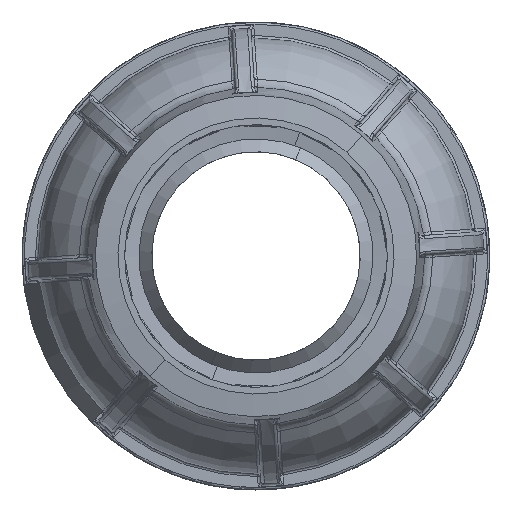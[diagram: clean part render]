
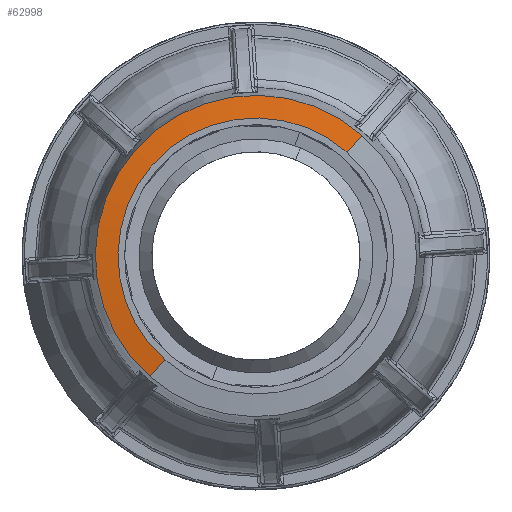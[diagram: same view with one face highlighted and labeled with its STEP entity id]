
A CAD part, left-side view. The second image highlights one B-rep face of the part: STEP entity #62998.
In plain terms, the highlighted conical face has half-angle 82 degrees and reference radius 21.53 mm.
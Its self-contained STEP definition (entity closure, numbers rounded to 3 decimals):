
#135 = EDGE_CURVE ( 'NONE', #41085, #41115, #62638, .T. ) ;
#136 = EDGE_CURVE ( 'NONE', #41085, #41084, #8634, .T. ) ;
#137 = EDGE_CURVE ( 'NONE', #41084, #41116, #62639, .T. ) ;
#2710 = CIRCLE ( 'NONE', #2782, 25.061 ) ;
#2782 = AXIS2_PLACEMENT_3D ( 'NONE', #5983, #5984, #5985 ) ;
#5983 = CARTESIAN_POINT ( 'NONE',  ( -68.344, 0., 0. ) ) ;
#5984 = DIRECTION ( 'NONE',  ( 1., 0., 0. ) ) ;
#5985 = DIRECTION ( 'NONE',  ( 0., -0.659, 0.752 ) ) ;
#8634 = CIRCLE ( 'NONE', #8636, 21.53 ) ;
#8635 = VECTOR ( 'NONE', #38669, 1000. ) ;
#8636 = AXIS2_PLACEMENT_3D ( 'NONE', #38672, #38674, #38676 ) ;
#8637 = VECTOR ( 'NONE', #38681, 1000. ) ;
#9569 = CARTESIAN_POINT ( 'NONE',  ( -68.84, 14.198, -16.185 ) ) ;
#9570 = CARTESIAN_POINT ( 'NONE',  ( -68.84, -14.198, 16.185 ) ) ;
#9600 = CARTESIAN_POINT ( 'NONE',  ( -68.344, -16.527, 18.839 ) ) ;
#9601 = CARTESIAN_POINT ( 'NONE',  ( -68.344, 16.527, -18.839 ) ) ;
#24412 = EDGE_CURVE ( 'NONE', #41116, #41115, #2710, .T. ) ;
#37402 = FACE_OUTER_BOUND ( 'NONE', #44915, .T. ) ;
#38667 = CARTESIAN_POINT ( 'NONE',  ( -68.84, -14.198, 16.185 ) ) ;
#38669 = DIRECTION ( 'NONE',  ( 0.139, -0.653, 0.744 ) ) ;
#38672 = CARTESIAN_POINT ( 'NONE',  ( -68.84, 0., 0. ) ) ;
#38674 = DIRECTION ( 'NONE',  ( -1., 0., 0. ) ) ;
#38676 = DIRECTION ( 'NONE',  ( 0., 0.659, -0.752 ) ) ;
#38679 = CARTESIAN_POINT ( 'NONE',  ( -68.84, 14.198, -16.185 ) ) ;
#38681 = DIRECTION ( 'NONE',  ( 0.139, 0.653, -0.744 ) ) ;
#41084 = VERTEX_POINT ( 'NONE', #9569 ) ;
#41085 = VERTEX_POINT ( 'NONE', #9570 ) ;
#41115 = VERTEX_POINT ( 'NONE', #9600 ) ;
#41116 = VERTEX_POINT ( 'NONE', #9601 ) ;
#44915 = EDGE_LOOP ( 'NONE', ( #62122, #62124, #62123, #62125 ) ) ;
#51363 = AXIS2_PLACEMENT_3D ( 'NONE', #60217, #60219, #60220 ) ;
#51365 = CONICAL_SURFACE ( 'NONE', #51363, 21.53, 1.431 ) ;
#60217 = CARTESIAN_POINT ( 'NONE',  ( -68.84, 0., 0. ) ) ;
#60219 = DIRECTION ( 'NONE',  ( 1., 0., 0. ) ) ;
#60220 = DIRECTION ( 'NONE',  ( 0., 0.659, -0.752 ) ) ;
#62122 = ORIENTED_EDGE ( 'NONE', *, *, #136, .F. ) ;
#62123 = ORIENTED_EDGE ( 'NONE', *, *, #24412, .F. ) ;
#62124 = ORIENTED_EDGE ( 'NONE', *, *, #135, .T. ) ;
#62125 = ORIENTED_EDGE ( 'NONE', *, *, #137, .F. ) ;
#62638 = LINE ( 'NONE', #38667, #8635 ) ;
#62639 = LINE ( 'NONE', #38679, #8637 ) ;
#62998 = ADVANCED_FACE ( 'NONE', ( #37402 ), #51365, .T. ) ;
